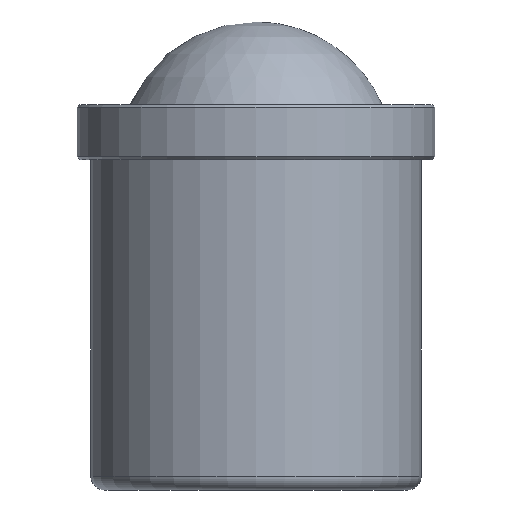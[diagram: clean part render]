
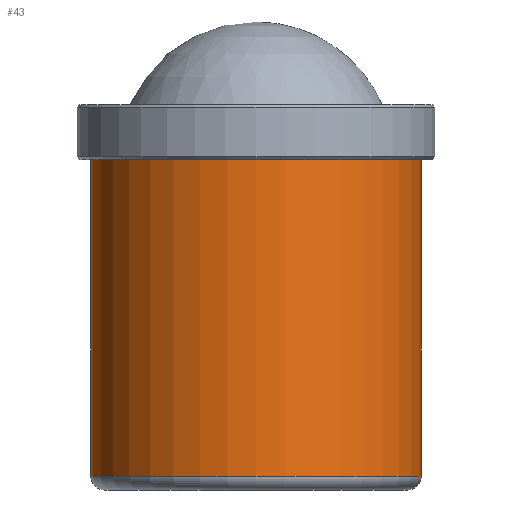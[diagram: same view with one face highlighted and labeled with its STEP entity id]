
A CAD part, front view. The second image highlights one B-rep face of the part: STEP entity #43.
In plain terms, the highlighted cylindrical face has radius 3 mm (diameter 6 mm), a full revolution.
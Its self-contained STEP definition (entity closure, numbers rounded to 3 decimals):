
#43 = ADVANCED_FACE( '', ( #87, #88 ), #89, .T. );
#87 = FACE_OUTER_BOUND( '', #128, .T. );
#88 = FACE_OUTER_BOUND( '', #129, .T. );
#89 = CYLINDRICAL_SURFACE( '', #130, 3. );
#128 = EDGE_LOOP( '', ( #173 ) );
#129 = EDGE_LOOP( '', ( #174 ) );
#130 = AXIS2_PLACEMENT_3D( '', #175, #176, #177 );
#173 = ORIENTED_EDGE( '', *, *, #204, .T. );
#174 = ORIENTED_EDGE( '', *, *, #208, .F. );
#175 = CARTESIAN_POINT( '', ( 0., 0., 57.15 ) );
#176 = DIRECTION( '', ( 0., 0., -1. ) );
#177 = DIRECTION( '', ( 1., 0., 0. ) );
#204 = EDGE_CURVE( '', #226, #226, #227, .T. );
#208 = EDGE_CURVE( '', #232, #232, #233, .T. );
#226 = VERTEX_POINT( '', #251 );
#227 = CIRCLE( '', #252, 3. );
#232 = VERTEX_POINT( '', #257 );
#233 = CIRCLE( '', #258, 3. );
#251 = CARTESIAN_POINT( '', ( 3., 0., 0.25 ) );
#252 = AXIS2_PLACEMENT_3D( '', #277, #278, #279 );
#257 = CARTESIAN_POINT( '', ( 3., 0., 6. ) );
#258 = AXIS2_PLACEMENT_3D( '', #283, #284, #285 );
#277 = CARTESIAN_POINT( '', ( 0., 0., 0.25 ) );
#278 = DIRECTION( '', ( 0., 0., 1. ) );
#279 = DIRECTION( '', ( 1., 0., 0. ) );
#283 = CARTESIAN_POINT( '', ( 0., 0., 6. ) );
#284 = DIRECTION( '', ( 0., 0., 1. ) );
#285 = DIRECTION( '', ( 1., 0., 0. ) );
